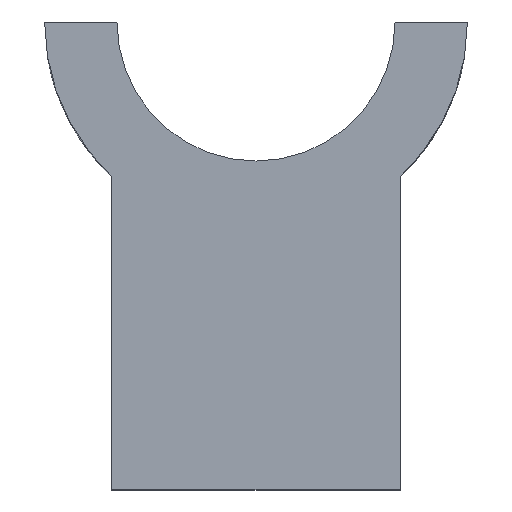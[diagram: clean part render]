
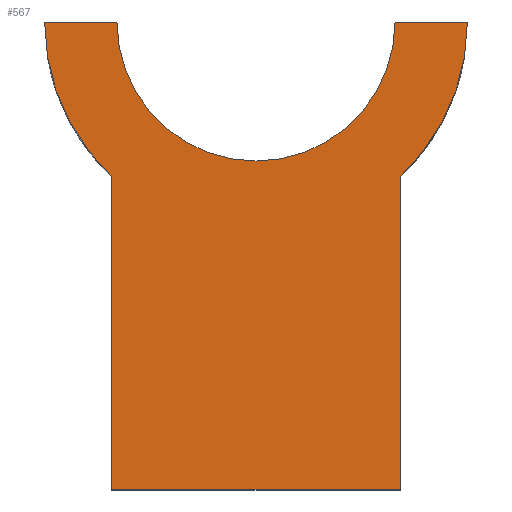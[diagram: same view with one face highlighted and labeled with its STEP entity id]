
A CAD part, top view. The second image highlights one B-rep face of the part: STEP entity #567.
In plain terms, the highlighted planar face has unit normal (0, 0, 1).
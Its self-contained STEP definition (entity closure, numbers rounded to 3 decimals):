
#39=PLANE('',#637);
#68=FACE_OUTER_BOUND('',#106,.T.);
#106=EDGE_LOOP('',(#442,#443,#444,#445,#446,#447,#448,#449));
#141=CIRCLE('',#624,27.95);
#145=CIRCLE('',#630,42.5);
#148=CIRCLE('',#638,42.5);
#159=LINE('',#943,#207);
#169=LINE('',#987,#217);
#170=LINE('',#991,#218);
#171=LINE('',#993,#219);
#172=LINE('',#994,#220);
#207=VECTOR('',#702,10.);
#217=VECTOR('',#744,10.);
#218=VECTOR('',#747,10.);
#219=VECTOR('',#748,10.);
#220=VECTOR('',#749,10.);
#264=VERTEX_POINT('',#939);
#266=VERTEX_POINT('',#942);
#270=VERTEX_POINT('',#951);
#276=VERTEX_POINT('',#968);
#284=VERTEX_POINT('',#986);
#285=VERTEX_POINT('',#988);
#286=VERTEX_POINT('',#990);
#287=VERTEX_POINT('',#992);
#323=EDGE_CURVE('',#266,#264,#159,.T.);
#328=EDGE_CURVE('',#264,#270,#141,.T.);
#336=EDGE_CURVE('',#276,#266,#145,.T.);
#345=EDGE_CURVE('',#270,#284,#169,.T.);
#346=EDGE_CURVE('',#284,#285,#148,.T.);
#347=EDGE_CURVE('',#285,#286,#170,.T.);
#348=EDGE_CURVE('',#286,#287,#171,.T.);
#349=EDGE_CURVE('',#287,#276,#172,.T.);
#442=ORIENTED_EDGE('',*,*,#345,.T.);
#443=ORIENTED_EDGE('',*,*,#346,.T.);
#444=ORIENTED_EDGE('',*,*,#347,.T.);
#445=ORIENTED_EDGE('',*,*,#348,.T.);
#446=ORIENTED_EDGE('',*,*,#349,.T.);
#447=ORIENTED_EDGE('',*,*,#336,.T.);
#448=ORIENTED_EDGE('',*,*,#323,.T.);
#449=ORIENTED_EDGE('',*,*,#328,.T.);
#567=ADVANCED_FACE('',(#68),#39,.T.);
#624=AXIS2_PLACEMENT_3D('',#953,#710,#711);
#630=AXIS2_PLACEMENT_3D('',#969,#726,#727);
#637=AXIS2_PLACEMENT_3D('',#985,#742,#743);
#638=AXIS2_PLACEMENT_3D('',#989,#745,#746);
#702=DIRECTION('',(-1.,0.,0.));
#710=DIRECTION('center_axis',(0.,0.,-1.));
#711=DIRECTION('ref_axis',(-1.,0.,0.));
#726=DIRECTION('center_axis',(0.,0.,1.));
#727=DIRECTION('ref_axis',(-1.,0.,0.));
#742=DIRECTION('center_axis',(0.,0.,1.));
#743=DIRECTION('ref_axis',(1.,0.,0.));
#744=DIRECTION('',(-1.,0.,0.));
#745=DIRECTION('center_axis',(0.,0.,1.));
#746=DIRECTION('ref_axis',(-1.,0.,0.));
#747=DIRECTION('',(0.,-1.,0.));
#748=DIRECTION('',(1.,0.,0.));
#749=DIRECTION('',(0.,1.,0.));
#939=CARTESIAN_POINT('',(27.95,0.,58.));
#942=CARTESIAN_POINT('',(42.5,0.,58.));
#943=CARTESIAN_POINT('',(0.,0.,58.));
#951=CARTESIAN_POINT('',(-27.95,0.,58.));
#953=CARTESIAN_POINT('Origin',(0.,0.,58.));
#968=CARTESIAN_POINT('',(29.,-31.068,58.));
#969=CARTESIAN_POINT('Origin',(0.,0.,58.));
#985=CARTESIAN_POINT('Origin',(0.,0.,58.));
#986=CARTESIAN_POINT('',(-42.5,0.,58.));
#987=CARTESIAN_POINT('',(0.,0.,58.));
#988=CARTESIAN_POINT('',(-29.,-31.068,58.));
#989=CARTESIAN_POINT('Origin',(0.,0.,58.));
#990=CARTESIAN_POINT('',(-29.,-94.,58.));
#991=CARTESIAN_POINT('',(-29.,-94.,58.));
#992=CARTESIAN_POINT('',(29.,-94.,58.));
#993=CARTESIAN_POINT('',(29.,-94.,58.));
#994=CARTESIAN_POINT('',(29.,-31.068,58.));
